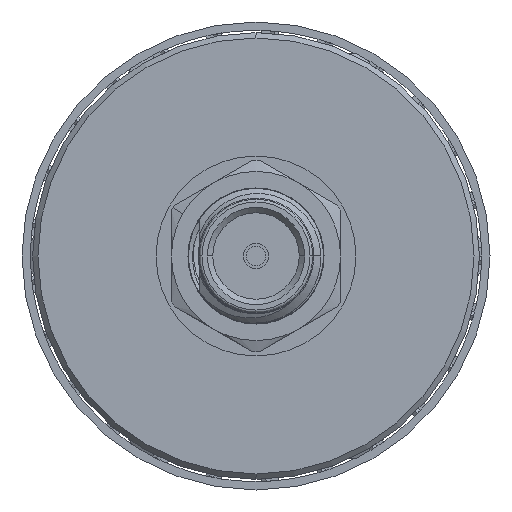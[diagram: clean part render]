
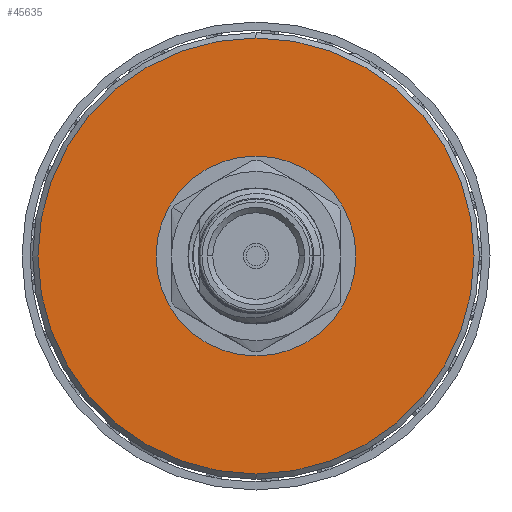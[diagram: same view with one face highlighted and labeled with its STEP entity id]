
A CAD part, left-side view. The second image highlights one B-rep face of the part: STEP entity #45635.
In plain terms, the highlighted planar face has unit normal (-1, 0, 0).
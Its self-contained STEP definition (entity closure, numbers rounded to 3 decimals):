
#819 = CARTESIAN_POINT ( 'NONE',  ( 0., 0., -10.249 ) ) ;
#1910 = ORIENTED_EDGE ( 'NONE', *, *, #68017, .F. ) ;
#5698 = AXIS2_PLACEMENT_3D ( 'NONE', #44012, #60821, #52999 ) ;
#6401 = DIRECTION ( 'NONE',  ( -1., 0., 0. ) ) ;
#7119 = FACE_BOUND ( 'NONE', #72233, .T. ) ;
#8522 = CARTESIAN_POINT ( 'NONE',  ( 0., 0., 0. ) ) ;
#12084 = CIRCLE ( 'NONE', #72764, 4.023 ) ;
#12907 = CIRCLE ( 'NONE', #62869, 10.249 ) ;
#15528 = CARTESIAN_POINT ( 'NONE',  ( 0., 0., -4.023 ) ) ;
#19306 = ORIENTED_EDGE ( 'NONE', *, *, #31418, .F. ) ;
#22585 = CARTESIAN_POINT ( 'NONE',  ( 0., 0., 0. ) ) ;
#23856 = CARTESIAN_POINT ( 'NONE',  ( 0., 0., -4.023 ) ) ;
#25578 = ORIENTED_EDGE ( 'NONE', *, *, #88862, .T. ) ;
#26200 = DIRECTION ( 'NONE',  ( -1., 0., 0. ) ) ;
#26732 = CARTESIAN_POINT ( 'NONE',  ( 0., 0., 0. ) ) ;
#28819 = EDGE_LOOP ( 'NONE', ( #48781, #25578 ) ) ;
#31418 = EDGE_CURVE ( 'NONE', #56727, #65289, #35545, .T. ) ;
#35545 = CIRCLE ( 'NONE', #57003, 4.023 ) ;
#40089 = DIRECTION ( 'NONE',  ( 0., 0., -1. ) ) ;
#40478 = DIRECTION ( 'NONE',  ( 0., 0., 1. ) ) ;
#44012 = CARTESIAN_POINT ( 'NONE',  ( 0., 0., 0. ) ) ;
#45635 = ADVANCED_FACE ( 'NONE', ( #73164, #7119 ), #81562, .F. ) ;
#46846 = AXIS2_PLACEMENT_3D ( 'NONE', #23856, #64777, #40089 ) ;
#48781 = ORIENTED_EDGE ( 'NONE', *, *, #86442, .T. ) ;
#52999 = DIRECTION ( 'NONE',  ( 0., 0., -1. ) ) ;
#56727 = VERTEX_POINT ( 'NONE', #15528 ) ;
#57003 = AXIS2_PLACEMENT_3D ( 'NONE', #8522, #94635, #58890 ) ;
#58890 = DIRECTION ( 'NONE',  ( 0., 0., 1. ) ) ;
#60558 = VERTEX_POINT ( 'NONE', #819 ) ;
#60821 = DIRECTION ( 'NONE',  ( -1., 0., 0. ) ) ;
#62869 = AXIS2_PLACEMENT_3D ( 'NONE', #26732, #26200, #78808 ) ;
#64777 = DIRECTION ( 'NONE',  ( 1., 0., 0. ) ) ;
#65289 = VERTEX_POINT ( 'NONE', #73604 ) ;
#68017 = EDGE_CURVE ( 'NONE', #65289, #56727, #12084, .T. ) ;
#72233 = EDGE_LOOP ( 'NONE', ( #1910, #19306 ) ) ;
#72764 = AXIS2_PLACEMENT_3D ( 'NONE', #22585, #6401, #40478 ) ;
#73164 = FACE_OUTER_BOUND ( 'NONE', #28819, .T. ) ;
#73604 = CARTESIAN_POINT ( 'NONE',  ( 0., 0., 4.023 ) ) ;
#78808 = DIRECTION ( 'NONE',  ( 0., 0., -1. ) ) ;
#80571 = CARTESIAN_POINT ( 'NONE',  ( 0., 0., 10.249 ) ) ;
#81562 = PLANE ( 'NONE',  #46846 ) ;
#86022 = CIRCLE ( 'NONE', #5698, 10.249 ) ;
#86442 = EDGE_CURVE ( 'NONE', #60558, #105375, #86022, .T. ) ;
#88862 = EDGE_CURVE ( 'NONE', #105375, #60558, #12907, .T. ) ;
#94635 = DIRECTION ( 'NONE',  ( -1., 0., 0. ) ) ;
#105375 = VERTEX_POINT ( 'NONE', #80571 ) ;
